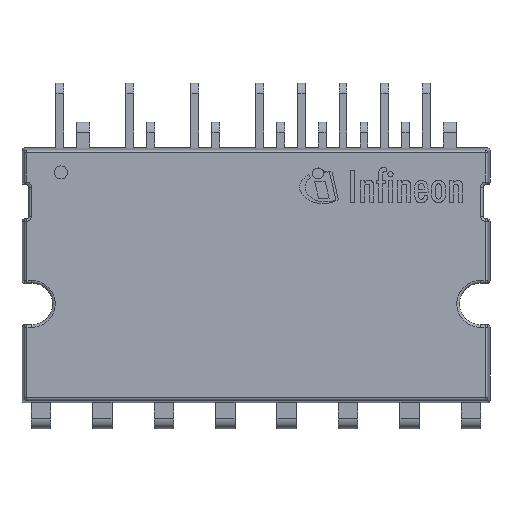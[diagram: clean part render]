
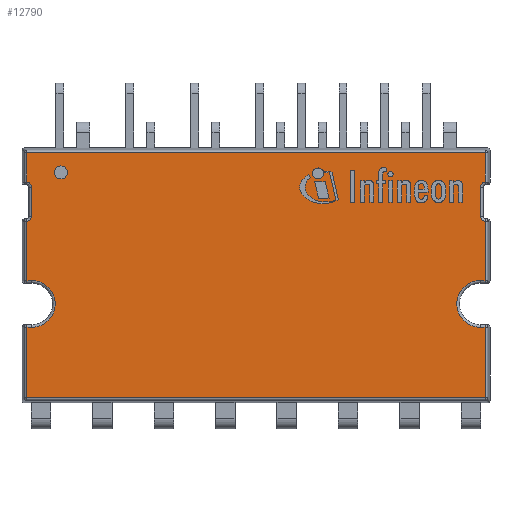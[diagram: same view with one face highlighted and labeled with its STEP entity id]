
A CAD part, top view. The second image highlights one B-rep face of the part: STEP entity #12790.
In plain terms, the highlighted planar face has unit normal (0, 0, 1).
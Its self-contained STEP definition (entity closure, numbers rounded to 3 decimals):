
#147=PLANE('',#13724);
#762=FACE_OUTER_BOUND('',#1534,.T.);
#1534=EDGE_LOOP('',(#9020,#9021,#9022,#9023,#9024,#9025,#9026,#9027,#9028,
#9029,#9030,#9031,#9032,#9033,#9034,#9035,#9036,#9037,#9038,#9039));
#2281=LINE('',#19029,#3678);
#2283=LINE('',#19046,#3680);
#2285=LINE('',#19057,#3682);
#2287=LINE('',#19065,#3684);
#2289=LINE('',#19073,#3686);
#2291=LINE('',#19086,#3688);
#2292=LINE('',#19094,#3689);
#2294=LINE('',#19103,#3691);
#2295=LINE('',#19110,#3692);
#2296=LINE('',#19115,#3693);
#2298=LINE('',#19123,#3695);
#2300=LINE('',#19131,#3697);
#2303=LINE('',#19142,#3700);
#2305=LINE('',#19150,#3702);
#3678=VECTOR('',#15103,4.545);
#3680=VECTOR('',#15121,2.238);
#3682=VECTOR('',#15135,2.249);
#3684=VECTOR('',#15143,35.237);
#3686=VECTOR('',#15151,2.249);
#3688=VECTOR('',#15167,2.238);
#3689=VECTOR('',#15178,4.545);
#3691=VECTOR('',#15188,0.376);
#3692=VECTOR('',#15199,0.376);
#3693=VECTOR('',#15204,5.425);
#3695=VECTOR('',#15212,35.237);
#3697=VECTOR('',#15220,5.425);
#3700=VECTOR('',#15231,0.376);
#3702=VECTOR('',#15239,0.376);
#5075=CIRCLE('',#13632,0.4);
#5080=CIRCLE('',#13639,0.4);
#5089=CIRCLE('',#13652,0.4);
#5093=CIRCLE('',#13658,0.4);
#5099=CIRCLE('',#13667,1.8);
#5111=CIRCLE('',#13686,1.8);
#5585=VERTEX_POINT('',#19026);
#5586=VERTEX_POINT('',#19028);
#5589=VERTEX_POINT('',#19035);
#5590=VERTEX_POINT('',#19037);
#5593=VERTEX_POINT('',#19044);
#5596=VERTEX_POINT('',#19056);
#5599=VERTEX_POINT('',#19064);
#5602=VERTEX_POINT('',#19072);
#5604=VERTEX_POINT('',#19078);
#5605=VERTEX_POINT('',#19080);
#5606=VERTEX_POINT('',#19084);
#5608=VERTEX_POINT('',#19093);
#5610=VERTEX_POINT('',#19099);
#5611=VERTEX_POINT('',#19101);
#5612=VERTEX_POINT('',#19105);
#5614=VERTEX_POINT('',#19114);
#5617=VERTEX_POINT('',#19122);
#5620=VERTEX_POINT('',#19130);
#5624=VERTEX_POINT('',#19140);
#5625=VERTEX_POINT('',#19144);
#6855=EDGE_CURVE('',#5585,#5586,#2281,.T.);
#6859=EDGE_CURVE('',#5589,#5590,#5075,.T.);
#6863=EDGE_CURVE('',#5593,#5589,#2283,.T.);
#6866=EDGE_CURVE('',#5586,#5593,#5080,.T.);
#6869=EDGE_CURVE('',#5590,#5596,#2285,.T.);
#6873=EDGE_CURVE('',#5596,#5599,#2287,.T.);
#6877=EDGE_CURVE('',#5599,#5602,#2289,.T.);
#6881=EDGE_CURVE('',#5604,#5605,#5089,.T.);
#6884=EDGE_CURVE('',#5606,#5604,#2291,.T.);
#6886=EDGE_CURVE('',#5602,#5606,#5093,.T.);
#6888=EDGE_CURVE('',#5605,#5608,#2292,.T.);
#6893=EDGE_CURVE('',#5611,#5610,#2294,.T.);
#6895=EDGE_CURVE('',#5612,#5611,#5099,.T.);
#6897=EDGE_CURVE('',#5608,#5612,#2295,.T.);
#6899=EDGE_CURVE('',#5610,#5614,#2296,.T.);
#6903=EDGE_CURVE('',#5614,#5617,#2298,.T.);
#6907=EDGE_CURVE('',#5617,#5620,#2300,.T.);
#6913=EDGE_CURVE('',#5624,#5585,#2303,.T.);
#6917=EDGE_CURVE('',#5620,#5625,#2305,.T.);
#6918=EDGE_CURVE('',#5625,#5624,#5111,.T.);
#9020=ORIENTED_EDGE('',*,*,#6893,.F.);
#9021=ORIENTED_EDGE('',*,*,#6895,.F.);
#9022=ORIENTED_EDGE('',*,*,#6897,.F.);
#9023=ORIENTED_EDGE('',*,*,#6888,.F.);
#9024=ORIENTED_EDGE('',*,*,#6881,.F.);
#9025=ORIENTED_EDGE('',*,*,#6884,.F.);
#9026=ORIENTED_EDGE('',*,*,#6886,.F.);
#9027=ORIENTED_EDGE('',*,*,#6877,.F.);
#9028=ORIENTED_EDGE('',*,*,#6873,.F.);
#9029=ORIENTED_EDGE('',*,*,#6869,.F.);
#9030=ORIENTED_EDGE('',*,*,#6859,.F.);
#9031=ORIENTED_EDGE('',*,*,#6863,.F.);
#9032=ORIENTED_EDGE('',*,*,#6866,.F.);
#9033=ORIENTED_EDGE('',*,*,#6855,.F.);
#9034=ORIENTED_EDGE('',*,*,#6913,.F.);
#9035=ORIENTED_EDGE('',*,*,#6918,.F.);
#9036=ORIENTED_EDGE('',*,*,#6917,.F.);
#9037=ORIENTED_EDGE('',*,*,#6907,.F.);
#9038=ORIENTED_EDGE('',*,*,#6903,.F.);
#9039=ORIENTED_EDGE('',*,*,#6899,.F.);
#12790=ADVANCED_FACE('',(#762),#147,.T.);
#13632=AXIS2_PLACEMENT_3D('',#19038,#15111,#15112);
#13639=AXIS2_PLACEMENT_3D('',#19051,#15127,#15128);
#13652=AXIS2_PLACEMENT_3D('',#19081,#15159,#15160);
#13658=AXIS2_PLACEMENT_3D('',#19089,#15172,#15173);
#13667=AXIS2_PLACEMENT_3D('',#19107,#15193,#15194);
#13686=AXIS2_PLACEMENT_3D('',#19152,#15242,#15243);
#13724=AXIS2_PLACEMENT_3D('',#19229,#15330,#15331);
#15103=DIRECTION('',(0.,1.,0.));
#15111=DIRECTION('center_axis',(0.,0.,1.));
#15112=DIRECTION('ref_axis',(0.764,0.645,0.));
#15121=DIRECTION('',(0.,1.,0.));
#15127=DIRECTION('center_axis',(0.,0.,1.));
#15128=DIRECTION('ref_axis',(0.764,-0.645,0.));
#15135=DIRECTION('',(0.,1.,0.));
#15143=DIRECTION('',(1.,0.,0.));
#15151=DIRECTION('',(0.,-1.,0.));
#15159=DIRECTION('center_axis',(0.,0.,1.));
#15160=DIRECTION('ref_axis',(-0.764,-0.645,0.));
#15167=DIRECTION('',(0.,-1.,0.));
#15172=DIRECTION('center_axis',(0.,0.,1.));
#15173=DIRECTION('ref_axis',(-0.764,0.645,0.));
#15178=DIRECTION('',(0.,-1.,0.));
#15188=DIRECTION('',(1.,0.,0.));
#15193=DIRECTION('center_axis',(0.,0.,1.));
#15194=DIRECTION('ref_axis',(-1.,0.,0.));
#15199=DIRECTION('',(-1.,0.,0.));
#15204=DIRECTION('',(0.,-1.,0.));
#15212=DIRECTION('',(-1.,0.,0.));
#15220=DIRECTION('',(0.,1.,0.));
#15231=DIRECTION('',(-1.,0.,0.));
#15239=DIRECTION('',(1.,0.,0.));
#15242=DIRECTION('center_axis',(0.,0.,1.));
#15243=DIRECTION('ref_axis',(1.,0.,0.));
#15330=DIRECTION('center_axis',(0.,0.,1.));
#15331=DIRECTION('ref_axis',(1.,0.,0.));
#19026=CARTESIAN_POINT('',(-17.618,-0.4,5.6));
#19028=CARTESIAN_POINT('',(-17.618,4.145,5.6));
#19029=CARTESIAN_POINT('',(-17.618,2.452,5.6));
#19035=CARTESIAN_POINT('',(-17.268,6.779,5.6));
#19037=CARTESIAN_POINT('',(-17.618,7.176,5.6));
#19038=CARTESIAN_POINT('Origin',(-17.668,6.779,5.6));
#19044=CARTESIAN_POINT('',(-17.268,4.542,5.6));
#19046=CARTESIAN_POINT('',(-17.268,2.171,5.6));
#19051=CARTESIAN_POINT('Origin',(-17.668,4.542,5.6));
#19056=CARTESIAN_POINT('',(-17.618,9.425,5.6));
#19057=CARTESIAN_POINT('',(-17.618,2.452,5.6));
#19064=CARTESIAN_POINT('',(17.618,9.425,5.6));
#19065=CARTESIAN_POINT('',(4.5,9.425,5.6));
#19072=CARTESIAN_POINT('',(17.618,7.176,5.6));
#19073=CARTESIAN_POINT('',(17.618,-2.452,5.6));
#19078=CARTESIAN_POINT('',(17.268,4.542,5.6));
#19080=CARTESIAN_POINT('',(17.618,4.145,5.6));
#19081=CARTESIAN_POINT('Origin',(17.668,4.542,5.6));
#19084=CARTESIAN_POINT('',(17.268,6.779,5.6));
#19086=CARTESIAN_POINT('',(17.268,2.171,5.6));
#19089=CARTESIAN_POINT('Origin',(17.668,6.779,5.6));
#19093=CARTESIAN_POINT('',(17.618,-0.4,5.6));
#19094=CARTESIAN_POINT('',(17.618,-2.452,5.6));
#19099=CARTESIAN_POINT('',(17.618,-4.,5.6));
#19101=CARTESIAN_POINT('',(17.243,-4.,5.6));
#19103=CARTESIAN_POINT('',(9.28,-4.,5.6));
#19105=CARTESIAN_POINT('',(17.243,-0.4,5.6));
#19107=CARTESIAN_POINT('Origin',(17.243,-2.2,5.6));
#19110=CARTESIAN_POINT('',(8.621,-0.4,5.6));
#19114=CARTESIAN_POINT('',(17.618,-9.425,5.6));
#19115=CARTESIAN_POINT('',(17.618,-2.452,5.6));
#19122=CARTESIAN_POINT('',(-17.618,-9.425,5.6));
#19123=CARTESIAN_POINT('',(-4.5,-9.425,5.6));
#19130=CARTESIAN_POINT('',(-17.618,-4.,5.6));
#19131=CARTESIAN_POINT('',(-17.618,2.452,5.6));
#19140=CARTESIAN_POINT('',(-17.243,-0.4,5.6));
#19142=CARTESIAN_POINT('',(-8.621,-0.4,5.6));
#19144=CARTESIAN_POINT('',(-17.243,-4.,5.6));
#19150=CARTESIAN_POINT('',(-9.28,-4.,5.6));
#19152=CARTESIAN_POINT('Origin',(-17.243,-2.2,5.6));
#19229=CARTESIAN_POINT('Origin',(0.,0.,5.6));
